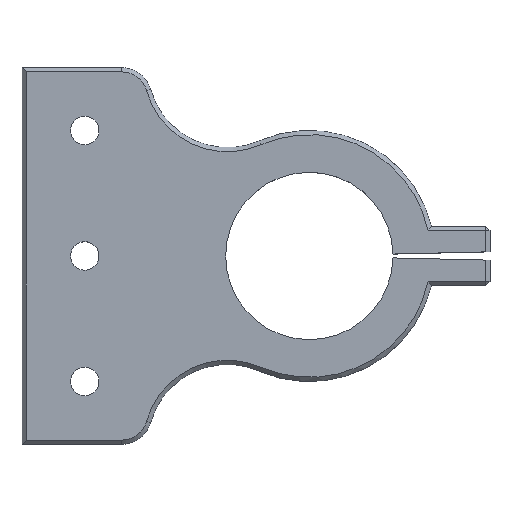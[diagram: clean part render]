
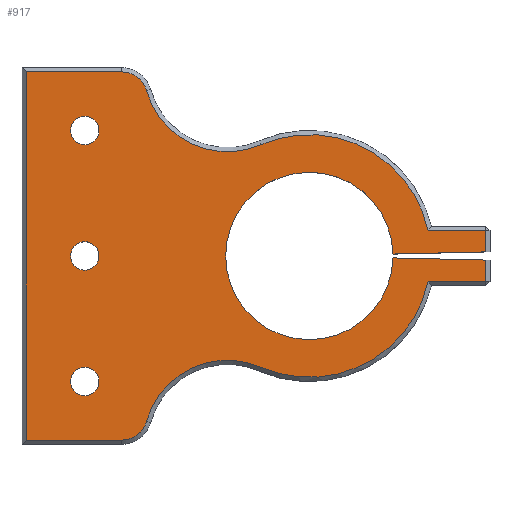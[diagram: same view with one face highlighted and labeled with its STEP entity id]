
A CAD part, top view. The second image highlights one B-rep face of the part: STEP entity #917.
In plain terms, the highlighted planar face has unit normal (0, 0, 1).
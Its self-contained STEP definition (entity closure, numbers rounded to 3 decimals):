
#26=FACE_BOUND('',#189,.T.);
#27=FACE_BOUND('',#190,.T.);
#28=FACE_BOUND('',#191,.T.);
#73=PLANE('',#1021);
#127=FACE_OUTER_BOUND('',#188,.T.);
#188=EDGE_LOOP('',(#834,#835,#836,#837,#838,#839,#840,#841,#842,#843,#844,
#845,#846,#847,#848,#849));
#189=EDGE_LOOP('',(#850));
#190=EDGE_LOOP('',(#851));
#191=EDGE_LOOP('',(#852));
#224=LINE('',#1396,#309);
#227=LINE('',#1402,#312);
#232=LINE('',#1418,#317);
#239=LINE('',#1432,#324);
#244=LINE('',#1454,#329);
#245=LINE('',#1456,#330);
#249=LINE('',#1463,#334);
#265=LINE('',#1515,#350);
#275=LINE('',#1561,#360);
#309=VECTOR('',#1119,10.);
#312=VECTOR('',#1124,10.);
#317=VECTOR('',#1133,10.);
#324=VECTOR('',#1146,10.);
#329=VECTOR('',#1167,10.);
#330=VECTOR('',#1170,10.);
#334=VECTOR('',#1176,10.);
#350=VECTOR('',#1224,10.);
#360=VECTOR('',#1282,10.);
#375=CIRCLE('',#971,14.5);
#376=CIRCLE('',#973,10.04);
#377=CIRCLE('',#975,3.121);
#378=CIRCLE('',#980,3.121);
#379=CIRCLE('',#982,10.04);
#380=CIRCLE('',#984,14.5);
#391=CIRCLE('',#1013,1.7);
#392=CIRCLE('',#1015,1.7);
#393=CIRCLE('',#1017,1.7);
#394=CIRCLE('',#1020,10.);
#429=VERTEX_POINT('',#1384);
#432=VERTEX_POINT('',#1394);
#434=VERTEX_POINT('',#1401);
#438=VERTEX_POINT('',#1415);
#439=VERTEX_POINT('',#1417);
#441=VERTEX_POINT('',#1422);
#443=VERTEX_POINT('',#1431);
#445=VERTEX_POINT('',#1437);
#446=VERTEX_POINT('',#1439);
#447=VERTEX_POINT('',#1446);
#448=VERTEX_POINT('',#1450);
#449=VERTEX_POINT('',#1459);
#451=VERTEX_POINT('',#1465);
#452=VERTEX_POINT('',#1469);
#462=VERTEX_POINT('',#1513);
#471=VERTEX_POINT('',#1548);
#472=VERTEX_POINT('',#1552);
#473=VERTEX_POINT('',#1556);
#474=VERTEX_POINT('',#1560);
#521=EDGE_CURVE('',#432,#429,#224,.T.);
#524=EDGE_CURVE('',#429,#434,#227,.T.);
#530=EDGE_CURVE('',#438,#439,#232,.T.);
#537=EDGE_CURVE('',#439,#443,#239,.T.);
#541=EDGE_CURVE('',#445,#446,#375,.T.);
#544=EDGE_CURVE('',#447,#445,#376,.T.);
#546=EDGE_CURVE('',#448,#447,#377,.T.);
#547=EDGE_CURVE('',#443,#448,#244,.T.);
#548=EDGE_CURVE('',#446,#441,#245,.T.);
#552=EDGE_CURVE('',#441,#449,#249,.T.);
#554=EDGE_CURVE('',#451,#438,#378,.T.);
#556=EDGE_CURVE('',#452,#451,#379,.T.);
#557=EDGE_CURVE('',#434,#452,#380,.T.);
#576=EDGE_CURVE('',#432,#462,#265,.T.);
#593=EDGE_CURVE('',#471,#471,#391,.T.);
#595=EDGE_CURVE('',#472,#472,#392,.T.);
#597=EDGE_CURVE('',#473,#473,#393,.T.);
#598=EDGE_CURVE('',#474,#449,#275,.T.);
#600=EDGE_CURVE('',#462,#474,#394,.T.);
#834=ORIENTED_EDGE('',*,*,#521,.F.);
#835=ORIENTED_EDGE('',*,*,#576,.T.);
#836=ORIENTED_EDGE('',*,*,#600,.T.);
#837=ORIENTED_EDGE('',*,*,#598,.T.);
#838=ORIENTED_EDGE('',*,*,#552,.F.);
#839=ORIENTED_EDGE('',*,*,#548,.F.);
#840=ORIENTED_EDGE('',*,*,#541,.F.);
#841=ORIENTED_EDGE('',*,*,#544,.F.);
#842=ORIENTED_EDGE('',*,*,#546,.F.);
#843=ORIENTED_EDGE('',*,*,#547,.F.);
#844=ORIENTED_EDGE('',*,*,#537,.F.);
#845=ORIENTED_EDGE('',*,*,#530,.F.);
#846=ORIENTED_EDGE('',*,*,#554,.F.);
#847=ORIENTED_EDGE('',*,*,#556,.F.);
#848=ORIENTED_EDGE('',*,*,#557,.F.);
#849=ORIENTED_EDGE('',*,*,#524,.F.);
#850=ORIENTED_EDGE('',*,*,#593,.T.);
#851=ORIENTED_EDGE('',*,*,#595,.T.);
#852=ORIENTED_EDGE('',*,*,#597,.T.);
#917=ADVANCED_FACE('',(#127,#26,#27,#28),#73,.T.);
#971=AXIS2_PLACEMENT_3D('',#1440,#1153,#1154);
#973=AXIS2_PLACEMENT_3D('',#1448,#1158,#1159);
#975=AXIS2_PLACEMENT_3D('',#1452,#1163,#1164);
#980=AXIS2_PLACEMENT_3D('',#1467,#1180,#1181);
#982=AXIS2_PLACEMENT_3D('',#1471,#1185,#1186);
#984=AXIS2_PLACEMENT_3D('',#1473,#1189,#1190);
#1013=AXIS2_PLACEMENT_3D('',#1550,#1268,#1269);
#1015=AXIS2_PLACEMENT_3D('',#1554,#1273,#1274);
#1017=AXIS2_PLACEMENT_3D('',#1558,#1278,#1279);
#1020=AXIS2_PLACEMENT_3D('',#1564,#1286,#1287);
#1021=AXIS2_PLACEMENT_3D('',#1565,#1288,#1289);
#1119=DIRECTION('',(0.,-1.,0.));
#1124=DIRECTION('',(-1.,0.,0.));
#1133=DIRECTION('',(-1.,0.,0.));
#1146=DIRECTION('',(0.,1.,0.));
#1153=DIRECTION('center_axis',(0.,0.,-1.));
#1154=DIRECTION('ref_axis',(1.,0.,0.));
#1158=DIRECTION('center_axis',(0.,0.,1.));
#1159=DIRECTION('ref_axis',(-1.,0.,0.));
#1163=DIRECTION('center_axis',(0.,0.,-1.));
#1164=DIRECTION('ref_axis',(0.602,0.798,0.));
#1167=DIRECTION('',(1.,0.,0.));
#1170=DIRECTION('',(1.,0.,0.));
#1176=DIRECTION('',(0.,-1.,0.));
#1180=DIRECTION('center_axis',(0.,0.,-1.));
#1181=DIRECTION('ref_axis',(0.602,-0.798,0.));
#1185=DIRECTION('center_axis',(0.,0.,1.));
#1186=DIRECTION('ref_axis',(0.399,0.917,0.));
#1189=DIRECTION('center_axis',(0.,0.,-1.));
#1190=DIRECTION('ref_axis',(1.,0.,0.));
#1224=DIRECTION('',(-1.,0.023,0.));
#1268=DIRECTION('center_axis',(0.,0.,-1.));
#1269=DIRECTION('ref_axis',(-1.,0.,0.));
#1273=DIRECTION('center_axis',(0.,0.,-1.));
#1274=DIRECTION('ref_axis',(-1.,0.,0.));
#1278=DIRECTION('center_axis',(0.,0.,-1.));
#1279=DIRECTION('ref_axis',(-1.,0.,0.));
#1282=DIRECTION('',(1.,0.023,0.));
#1286=DIRECTION('center_axis',(0.,0.,-1.));
#1287=DIRECTION('ref_axis',(1.,0.,0.));
#1288=DIRECTION('center_axis',(0.,0.,1.));
#1289=DIRECTION('ref_axis',(1.,0.,0.));
#1384=CARTESIAN_POINT('',(21.086,-3.,2.5));
#1394=CARTESIAN_POINT('',(21.086,-0.488,2.5));
#1396=CARTESIAN_POINT('',(21.086,-1.75,2.5));
#1401=CARTESIAN_POINT('',(14.186,-3.,2.5));
#1402=CARTESIAN_POINT('',(4.106,-3.,2.5));
#1415=CARTESIAN_POINT('',(-22.448,-22.,2.5));
#1417=CARTESIAN_POINT('',(-33.835,-22.,2.5));
#1418=CARTESIAN_POINT('',(-20.355,-22.,2.5));
#1422=CARTESIAN_POINT('',(21.086,3.,2.5));
#1431=CARTESIAN_POINT('',(-33.835,22.,2.5));
#1432=CARTESIAN_POINT('',(-33.835,11.25,2.5));
#1437=CARTESIAN_POINT('',(-5.788,13.295,2.5));
#1439=CARTESIAN_POINT('',(14.186,3.,2.5));
#1440=CARTESIAN_POINT('Origin',(0.,0.,2.5));
#1446=CARTESIAN_POINT('',(-19.448,19.738,2.5));
#1448=CARTESIAN_POINT('Origin',(-9.795,22.5,2.5));
#1450=CARTESIAN_POINT('',(-22.448,22.,2.5));
#1452=CARTESIAN_POINT('Origin',(-22.448,18.879,2.5));
#1454=CARTESIAN_POINT('',(-12.855,22.,2.5));
#1456=CARTESIAN_POINT('',(7.606,3.,2.5));
#1459=CARTESIAN_POINT('',(21.086,0.488,2.5));
#1463=CARTESIAN_POINT('',(21.086,0.25,2.5));
#1465=CARTESIAN_POINT('',(-19.448,-19.738,2.5));
#1467=CARTESIAN_POINT('Origin',(-22.448,-18.879,2.5));
#1469=CARTESIAN_POINT('',(-5.788,-13.295,2.5));
#1471=CARTESIAN_POINT('Origin',(-9.795,-22.5,2.5));
#1473=CARTESIAN_POINT('Origin',(0.,0.,2.5));
#1513=CARTESIAN_POINT('',(9.997,-0.232,2.5));
#1515=CARTESIAN_POINT('',(21.586,-0.5,2.5));
#1548=CARTESIAN_POINT('',(-25.135,0.,2.5));
#1550=CARTESIAN_POINT('Origin',(-26.835,0.,2.5));
#1552=CARTESIAN_POINT('',(-25.135,15.,2.5));
#1554=CARTESIAN_POINT('Origin',(-26.835,15.,2.5));
#1556=CARTESIAN_POINT('',(-25.135,-15.,2.5));
#1558=CARTESIAN_POINT('Origin',(-26.835,-15.,2.5));
#1560=CARTESIAN_POINT('',(9.997,0.232,2.5));
#1561=CARTESIAN_POINT('',(0.,0.,2.5));
#1564=CARTESIAN_POINT('Origin',(0.,0.,2.5));
#1565=CARTESIAN_POINT('Origin',(-6.375,0.,
2.5));
